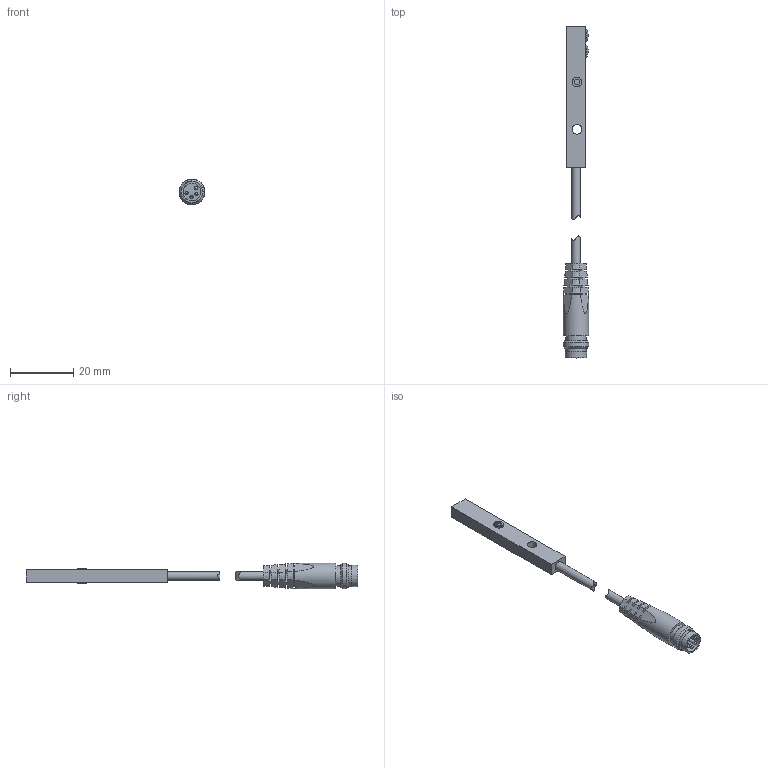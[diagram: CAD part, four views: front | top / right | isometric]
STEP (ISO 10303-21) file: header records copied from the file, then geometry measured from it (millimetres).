
FILE_DESCRIPTION(/* description */ (''),/* implementation_level */ '2;1');
FILE_NAME(/* name */ 'OTQ40170.stp',/* time_stamp */ '2016-10-10T13:37:30+02:00',/* author */ ('mitarbeiter'),/* organization */ (''),/* preprocessor_version */ 'ST-DEVELOPER v15.2',/* originating_system */ 'Autodesk Inventor 2014',/* authorisation */ '');
FILE_SCHEMA (('AUTOMOTIVE_DESIGN { 1 0 10303 214 3 1 1 }'));
Length unit declared in the file: millimetre
Products named in the file (3): OTQ40170; M8 Kabelstecker 4pol
Bounding box: 8.2 x 105.36 x 8.2 mm (x, y, z)
Volume: 2396.8 mm3; surface area: 2435.4 mm2
Topology: 2 solids, 3 shells, 151 faces, 397 edges, 264 vertices
Faces by surface type: plane 90, cylinder 33, cone 20, sphere 6, bspline 2
Full cylindrical faces by diameter (mm): 1 x4, 1.8 x2, 2.8 x2, 3 x3, 3.05 x1, 5.7 x1, 6.5 x2, 8 x1, 8.2 x1
Entity records: 4719 total; most frequent: CARTESIAN_POINT 1006, DIRECTION 782, ORIENTED_EDGE 726, EDGE_CURVE 363, AXIS2_PLACEMENT_3D 285, VERTEX_POINT 255, LINE 212, VECTOR 212
